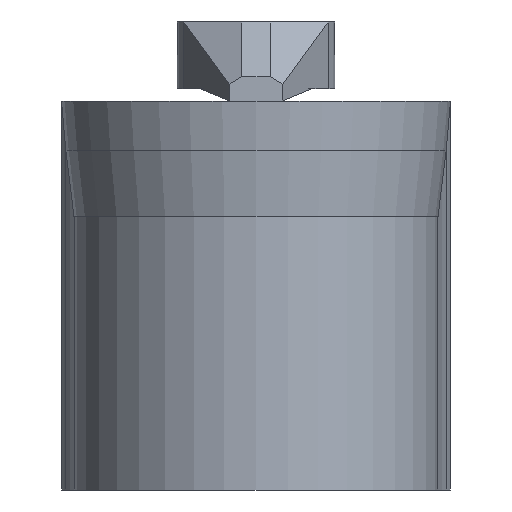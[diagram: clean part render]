
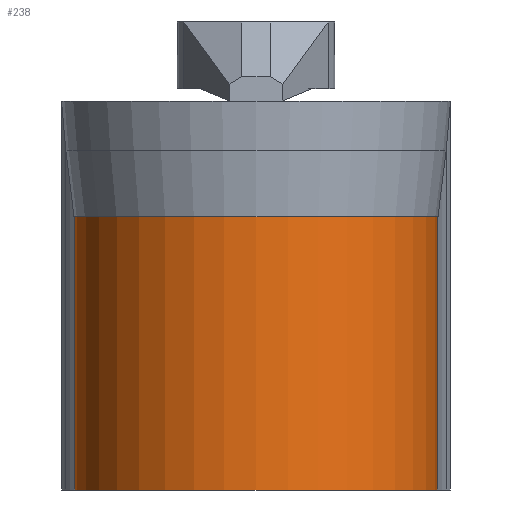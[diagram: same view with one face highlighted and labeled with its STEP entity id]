
A CAD part, left-side view. The second image highlights one B-rep face of the part: STEP entity #238.
In plain terms, the highlighted cylindrical face has radius 14.925 mm (diameter 29.85 mm), a partial arc.
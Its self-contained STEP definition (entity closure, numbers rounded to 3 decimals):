
#23=CYLINDRICAL_SURFACE('',#623,14.925);
#39=LINE('',#860,#89);
#42=LINE('',#868,#92);
#89=VECTOR('',#695,1.);
#92=VECTOR('',#702,1.);
#207=FACE_OUTER_BOUND('',#282,.T.);
#238=ADVANCED_FACE('',(#207),#23,.T.);
#282=EDGE_LOOP('',(#331,#332,#333,#334));
#331=ORIENTED_EDGE('',*,*,#528,.F.);
#332=ORIENTED_EDGE('',*,*,#529,.T.);
#333=ORIENTED_EDGE('',*,*,#530,.F.);
#334=ORIENTED_EDGE('',*,*,#525,.F.);
#473=VERTEX_POINT('',#859);
#474=VERTEX_POINT('',#861);
#476=VERTEX_POINT('',#867);
#477=VERTEX_POINT('',#869);
#525=EDGE_CURVE('',#473,#474,#39,.T.);
#528=EDGE_CURVE('',#476,#473,#593,.T.);
#529=EDGE_CURVE('',#476,#477,#42,.T.);
#530=EDGE_CURVE('',#474,#477,#594,.T.);
#593=CIRCLE('',#621,14.925);
#594=CIRCLE('',#622,14.925);
#621=AXIS2_PLACEMENT_3D('',#866,#700,#701);
#622=AXIS2_PLACEMENT_3D('',#870,#703,#704);
#623=AXIS2_PLACEMENT_3D('',#871,#705,#706);
#695=DIRECTION('',(0.,0.,-1.));
#700=DIRECTION('',(0.,0.,1.));
#701=DIRECTION('',(1.,0.,0.));
#702=DIRECTION('',(0.,0.,-1.));
#703=DIRECTION('',(0.,0.,-1.));
#704=DIRECTION('',(1.,0.,0.));
#705=DIRECTION('',(0.,0.,1.));
#706=DIRECTION('',(1.,0.,0.));
#859=CARTESIAN_POINT('',(16.,-14.925,-9.525));
#860=CARTESIAN_POINT('',(16.,-14.925,-35.));
#861=CARTESIAN_POINT('',(16.,-14.925,-32.));
#866=CARTESIAN_POINT('',(16.,0.,-9.525));
#867=CARTESIAN_POINT('',(16.,14.925,-9.525));
#868=CARTESIAN_POINT('',(16.,14.925,-35.));
#869=CARTESIAN_POINT('',(16.,14.925,-32.));
#870=CARTESIAN_POINT('',(16.,0.,-32.));
#871=CARTESIAN_POINT('',(16.,0.,-35.));
